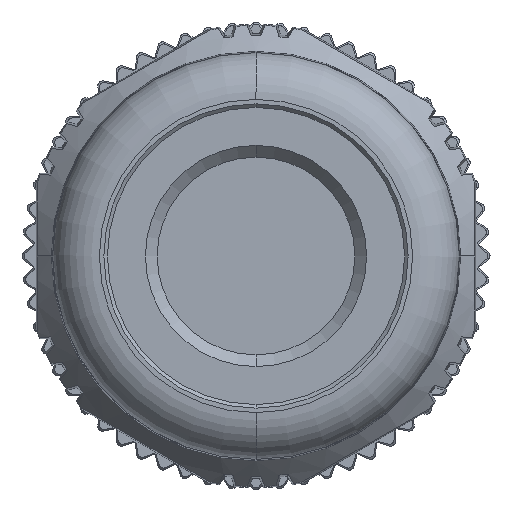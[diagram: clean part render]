
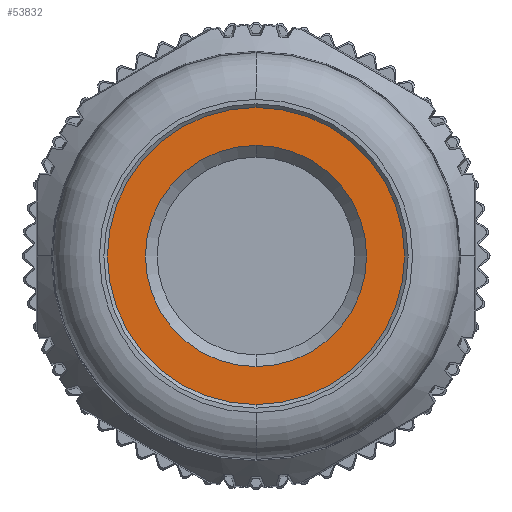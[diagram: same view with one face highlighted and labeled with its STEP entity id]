
A CAD part, front view. The second image highlights one B-rep face of the part: STEP entity #53832.
In plain terms, the highlighted planar face has unit normal (0, -1, 0).
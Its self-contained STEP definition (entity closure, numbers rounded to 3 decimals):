
#16816=CARTESIAN_POINT('',(0.,-51.2,0.));
#16817=DIRECTION('',(0.,1.,0.));
#16818=DIRECTION('',(0.,0.,-1.));
#16819=AXIS2_PLACEMENT_3D('',#16816,#16817,#16818);
#16821=CARTESIAN_POINT('',(0.,-51.2,0.));
#16822=DIRECTION('',(0.,1.,0.));
#16823=DIRECTION('',(0.,0.,1.));
#16824=AXIS2_PLACEMENT_3D('',#16821,#16822,#16823);
#16826=CARTESIAN_POINT('',(0.,-51.2,0.));
#16827=DIRECTION('',(0.,-1.,0.));
#16828=DIRECTION('',(0.,0.,1.));
#16829=AXIS2_PLACEMENT_3D('',#16826,#16827,#16828);
#16831=CARTESIAN_POINT('',(0.,-51.2,0.));
#16832=DIRECTION('',(0.,-1.,0.));
#16833=DIRECTION('',(0.,0.,-1.));
#16834=AXIS2_PLACEMENT_3D('',#16831,#16832,#16833);
#31590=CARTESIAN_POINT('',(0.,-51.2,6.35));
#31591=VERTEX_POINT('',#31590);
#31592=CARTESIAN_POINT('',(0.,-51.2,-6.35));
#31593=VERTEX_POINT('',#31592);
#31594=CARTESIAN_POINT('',(0.,-51.2,4.725));
#31595=CARTESIAN_POINT('',(0.,-51.2,-4.725));
#31596=VERTEX_POINT('',#31594);
#31597=VERTEX_POINT('',#31595);
#53817=CARTESIAN_POINT('',(0.,-51.2,0.));
#53818=DIRECTION('',(0.,-1.,0.));
#53819=DIRECTION('',(0.,0.,-1.));
#53820=AXIS2_PLACEMENT_3D('',#53817,#53818,#53819);
#53821=PLANE('',#53820);
#53822=ORIENTED_EDGE('',*,*,#53797,.T.);
#53823=ORIENTED_EDGE('',*,*,#53811,.T.);
#53824=EDGE_LOOP('',(#53822,#53823));
#53825=FACE_OUTER_BOUND('',#53824,.F.);
#53827=ORIENTED_EDGE('',*,*,#53826,.T.);
#53829=ORIENTED_EDGE('',*,*,#53828,.T.);
#53830=EDGE_LOOP('',(#53827,#53829));
#53831=FACE_BOUND('',#53830,.F.);
#53832=ADVANCED_FACE('',(#53825,#53831),#53821,.T.);
#16820=CIRCLE('',#16819,6.35);
#16825=CIRCLE('',#16824,6.35);
#16830=CIRCLE('',#16829,4.725);
#16835=CIRCLE('',#16834,4.725);
#53797=EDGE_CURVE('',#31593,#31591,#16820,.T.);
#53811=EDGE_CURVE('',#31591,#31593,#16825,.T.);
#53826=EDGE_CURVE('',#31596,#31597,#16830,.T.);
#53828=EDGE_CURVE('',#31597,#31596,#16835,.T.);
